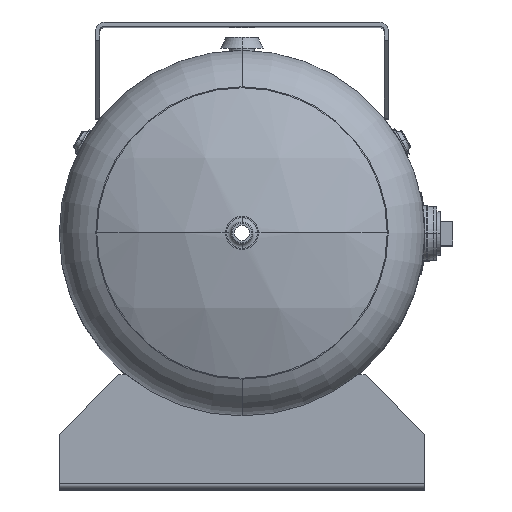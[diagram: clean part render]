
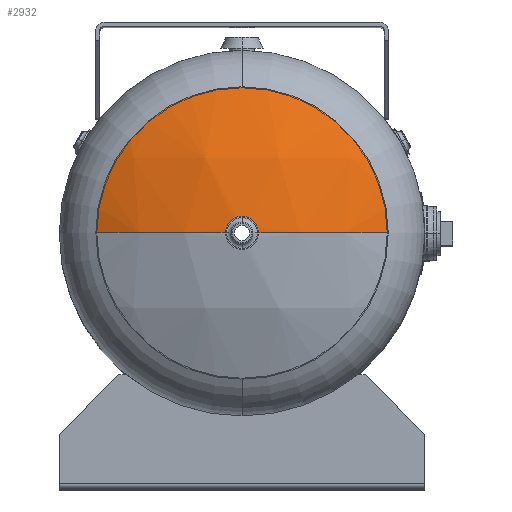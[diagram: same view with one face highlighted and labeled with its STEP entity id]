
A CAD part, top view. The second image highlights one B-rep face of the part: STEP entity #2932.
In plain terms, the highlighted spherical face has radius 457.2 mm.
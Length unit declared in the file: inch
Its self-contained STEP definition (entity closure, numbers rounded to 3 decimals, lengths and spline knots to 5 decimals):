
#782 = AXIS2_PLACEMENT_3D ( 'NONE', #3059, #3171, #3019 ) ;
#2932 = ADVANCED_FACE ( 'NONE', ( #6738 ), #6741, .T. ) ;
#3019 = DIRECTION ( 'NONE',  ( 1., 0., 0. ) ) ;
#3059 = CARTESIAN_POINT ( 'NONE',  ( 0., 0., 6. ) ) ;
#3171 = DIRECTION ( 'NONE',  ( 0., -1., 0. ) ) ;
#4546 = EDGE_CURVE ( 'NONE', #8014, #8245, #6351, .T. ) ;
#4560 = EDGE_CURVE ( 'NONE', #7968, #8245, #6329, .T. ) ;
#4564 = EDGE_CURVE ( 'NONE', #7871, #7814, #6331, .T. ) ;
#4605 = EDGE_CURVE ( 'NONE', #7814, #8014, #6282, .T. ) ;
#4610 = EDGE_CURVE ( 'NONE', #7968, #7871, #6229, .T. ) ;
#4841 = EDGE_LOOP ( 'NONE', ( #5666, #5238, #5398, #5493, #5898 ) ) ;
#5238 = ORIENTED_EDGE ( 'NONE', *, *, #4610, .F. ) ;
#5398 = ORIENTED_EDGE ( 'NONE', *, *, #4560, .T. ) ;
#5493 = ORIENTED_EDGE ( 'NONE', *, *, #4546, .F. ) ;
#5666 = ORIENTED_EDGE ( 'NONE', *, *, #4564, .F. ) ;
#5898 = ORIENTED_EDGE ( 'NONE', *, *, #4605, .F. ) ;
#6229 = CIRCLE ( 'NONE', #9908, 0.5965 ) ;
#6282 = CIRCLE ( 'NONE', #9905, 8. ) ;
#6329 = CIRCLE ( 'NONE', #9940, 18. ) ;
#6331 = CIRCLE ( 'NONE', #9945, 18. ) ;
#6351 = CIRCLE ( 'NONE', #9976, 8. ) ;
#6738 = FACE_OUTER_BOUND ( 'NONE', #4841, .T. ) ;
#6741 = SPHERICAL_SURFACE ( 'NONE', #782, 18. ) ;
#7814 = VERTEX_POINT ( 'NONE', #8675 ) ;
#7871 = VERTEX_POINT ( 'NONE', #8719 ) ;
#7968 = VERTEX_POINT ( 'NONE', #8777 ) ;
#8014 = VERTEX_POINT ( 'NONE', #8784 ) ;
#8245 = VERTEX_POINT ( 'NONE', #8792 ) ;
#8675 = CARTESIAN_POINT ( 'NONE',  ( -8., 0., 22.12452 ) ) ;
#8719 = CARTESIAN_POINT ( 'NONE',  ( -0.5965, 0., 23.99011 ) ) ;
#8777 = CARTESIAN_POINT ( 'NONE',  ( 0.5965, 0., 23.99011 ) ) ;
#8784 = CARTESIAN_POINT ( 'NONE',  ( 0., 8., 22.12452 ) ) ;
#8792 = CARTESIAN_POINT ( 'NONE',  ( 8., 0., 22.12452 ) ) ;
#9905 = AXIS2_PLACEMENT_3D ( 'NONE', #10098, #10101, #10102 ) ;
#9908 = AXIS2_PLACEMENT_3D ( 'NONE', #10112, #10114, #10113 ) ;
#9940 = AXIS2_PLACEMENT_3D ( 'NONE', #10375, #10400, #10363 ) ;
#9945 = AXIS2_PLACEMENT_3D ( 'NONE', #10319, #10436, #10331 ) ;
#9976 = AXIS2_PLACEMENT_3D ( 'NONE', #10347, #10339, #10407 ) ;
#10098 = CARTESIAN_POINT ( 'NONE',  ( 0., 0., 22.12452 ) ) ;
#10101 = DIRECTION ( 'NONE',  ( 0., 0., -1. ) ) ;
#10102 = DIRECTION ( 'NONE',  ( 0., 1., 0. ) ) ;
#10112 = CARTESIAN_POINT ( 'NONE',  ( 0., 0., 23.99011 ) ) ;
#10113 = DIRECTION ( 'NONE',  ( -1., 0., 0. ) ) ;
#10114 = DIRECTION ( 'NONE',  ( 0., 0., 1. ) ) ;
#10319 = CARTESIAN_POINT ( 'NONE',  ( 0., 0., 6. ) ) ;
#10331 = DIRECTION ( 'NONE',  ( 1., 0., 0. ) ) ;
#10339 = DIRECTION ( 'NONE',  ( 0., 0., -1. ) ) ;
#10347 = CARTESIAN_POINT ( 'NONE',  ( 0., 0., 22.12452 ) ) ;
#10363 = DIRECTION ( 'NONE',  ( 0., 0., 1. ) ) ;
#10375 = CARTESIAN_POINT ( 'NONE',  ( 0., 0., 6. ) ) ;
#10400 = DIRECTION ( 'NONE',  ( 0., 1., 0. ) ) ;
#10407 = DIRECTION ( 'NONE',  ( 0., 1., 0. ) ) ;
#10436 = DIRECTION ( 'NONE',  ( 0., -1., 0. ) ) ;
